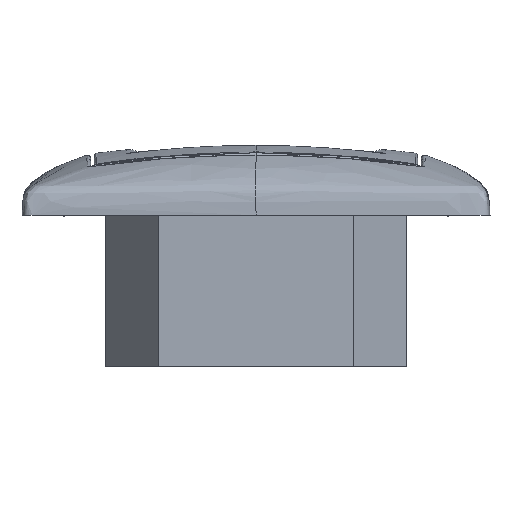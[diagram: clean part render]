
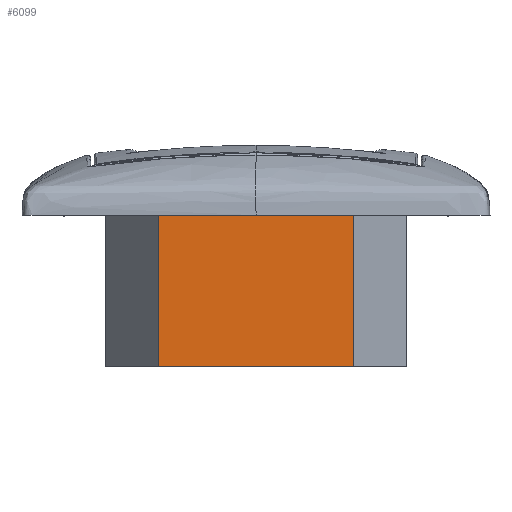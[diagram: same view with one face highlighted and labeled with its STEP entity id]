
A CAD part, front view. The second image highlights one B-rep face of the part: STEP entity #6099.
In plain terms, the highlighted planar face has unit normal (0, -1, 0).
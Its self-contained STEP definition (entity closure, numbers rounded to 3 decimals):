
#6099=ADVANCED_FACE('',(#26155),#26157,.T.);
#26155=FACE_BOUND('',#26156,.T.);
#26156=EDGE_LOOP('',(#32667,#32668,#32669,#32670));
#26157=PLANE('',#26158);
#26158=AXIS2_PLACEMENT_3D('',#26159,#26160,#26161);
#26159=CARTESIAN_POINT('',(17.086,-25.775,3.34));
#26160=DIRECTION('',(0.,-1.,0.));
#26161=DIRECTION('',(-1.,0.,0.));
#32667=ORIENTED_EDGE('',*,*,#43617,.T.);
#32668=ORIENTED_EDGE('',*,*,#43618,.F.);
#32669=ORIENTED_EDGE('',*,*,#43619,.F.);
#32670=ORIENTED_EDGE('',*,*,#43529,.T.);
#43529=EDGE_CURVE('',#48067,#48068,#48069,.F.);
#43617=EDGE_CURVE('',#48068,#48219,#48220,.T.);
#43618=EDGE_CURVE('',#48221,#48219,#48222,.T.);
#43619=EDGE_CURVE('',#48067,#48221,#48223,.T.);
#48067=VERTEX_POINT('',#72310);
#48068=VERTEX_POINT('',#72311);
#48069=LINE('',#72312,#72313);
#48219=VERTEX_POINT('',#73268);
#48220=LINE('',#73269,#73270);
#48221=VERTEX_POINT('',#73272);
#48222=LINE('',#73273,#73274);
#48223=LINE('',#73276,#73277);
#72310=CARTESIAN_POINT('',(17.086,-25.775,1.9));
#72311=CARTESIAN_POINT('',(-17.086,-25.775,1.9));
#72312=CARTESIAN_POINT('',(-17.086,-25.775,1.9));
#72313=VECTOR('',#72314,1.);
#72314=DIRECTION('',(1.,0.,0.));
#73268=CARTESIAN_POINT('',(-17.086,-25.775,-24.66));
#73269=CARTESIAN_POINT('',(-17.086,-25.775,1.9));
#73270=VECTOR('',#73271,1.);
#73271=DIRECTION('',(0.,0.,-1.));
#73272=CARTESIAN_POINT('',(17.086,-25.775,-24.66));
#73273=CARTESIAN_POINT('',(17.086,-25.775,-24.66));
#73274=VECTOR('',#73275,1.);
#73275=DIRECTION('',(-1.,0.,0.));
#73276=CARTESIAN_POINT('',(17.086,-25.775,1.9));
#73277=VECTOR('',#73278,1.);
#73278=DIRECTION('',(0.,0.,-1.));
